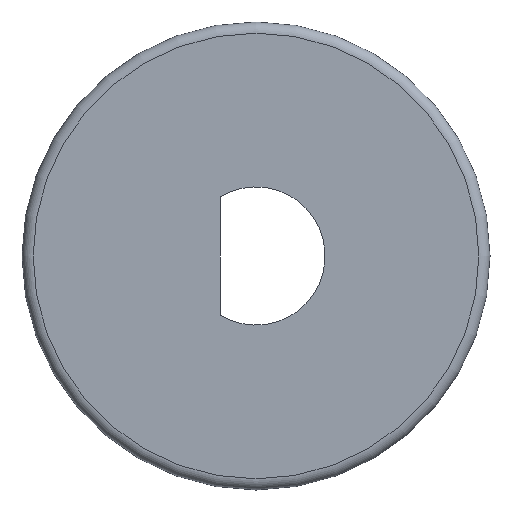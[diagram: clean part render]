
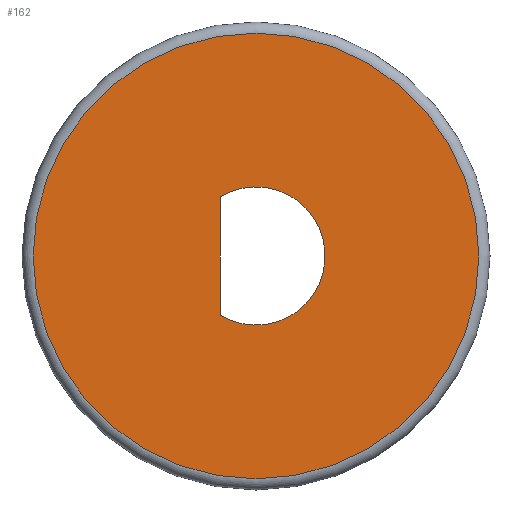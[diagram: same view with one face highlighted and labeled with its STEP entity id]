
A CAD part, front view. The second image highlights one B-rep face of the part: STEP entity #162.
In plain terms, the highlighted planar face has unit normal (0, -1, 0).
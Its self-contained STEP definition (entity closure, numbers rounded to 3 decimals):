
#15=FACE_BOUND('',#53,.T.);
#19=PLANE('',#193);
#25=LINE('',#289,#31);
#31=VECTOR('',#232,10.);
#41=FACE_OUTER_BOUND('',#52,.T.);
#52=EDGE_LOOP('',(#126));
#53=EDGE_LOOP('',(#127,#128));
#65=CIRCLE('',#186,10.);
#71=CIRCLE('',#194,3.1);
#80=VERTEX_POINT('',#273);
#85=VERTEX_POINT('',#287);
#86=VERTEX_POINT('',#288);
#94=EDGE_CURVE('',#80,#80,#65,.T.);
#101=EDGE_CURVE('',#85,#86,#25,.T.);
#102=EDGE_CURVE('',#86,#85,#71,.T.);
#126=ORIENTED_EDGE('',*,*,#94,.F.);
#127=ORIENTED_EDGE('',*,*,#101,.T.);
#128=ORIENTED_EDGE('',*,*,#102,.T.);
#162=ADVANCED_FACE('',(#41,#15),#19,.T.);
#186=AXIS2_PLACEMENT_3D('',#274,#215,#216);
#193=AXIS2_PLACEMENT_3D('',#286,#230,#231);
#194=AXIS2_PLACEMENT_3D('',#290,#233,#234);
#215=DIRECTION('center_axis',(0.,1.,0.));
#216=DIRECTION('ref_axis',(1.,0.,0.));
#230=DIRECTION('center_axis',(0.,-1.,0.));
#231=DIRECTION('ref_axis',(1.,0.,0.));
#232=DIRECTION('',(0.,0.,1.));
#233=DIRECTION('center_axis',(0.,1.,0.));
#234=DIRECTION('ref_axis',(-1.,0.,0.));
#273=CARTESIAN_POINT('',(0.,-37.68,32.445));
#274=CARTESIAN_POINT('Origin',(0.,-37.68,22.445));
#286=CARTESIAN_POINT('Origin',(0.,-37.68,22.445));
#287=CARTESIAN_POINT('',(-1.6,-37.68,19.789));
#288=CARTESIAN_POINT('',(-1.6,-37.68,25.1));
#289=CARTESIAN_POINT('',(-1.6,-37.68,23.744));
#290=CARTESIAN_POINT('Origin',(0.,-37.68,22.445));
